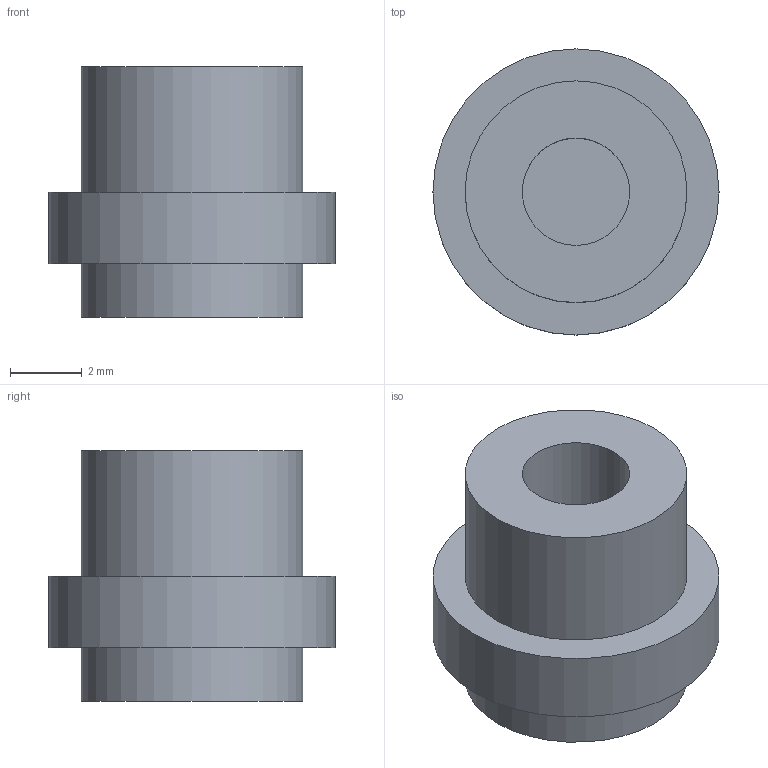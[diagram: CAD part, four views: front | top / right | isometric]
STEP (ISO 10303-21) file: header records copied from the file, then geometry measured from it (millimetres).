
FILE_DESCRIPTION(('FreeCAD Model'),'2;1');
FILE_NAME('Open CASCADE Shape Model','2024-06-12T23:38:41',(''),(''), 'Open CASCADE STEP processor 7.6','FreeCAD','Unknown');
FILE_SCHEMA(('AUTOMOTIVE_DESIGN { 1 0 10303 214 1 1 1 1 }'));
Length unit declared in the file: millimetre
Products named in the file (2): Part_hembra; Body_hembra_soporte
Assembly tree (1 placements, depth 2):
  Part_hembra
    Body_hembra_soporte
Bounding box: 8 x 8 x 7 mm (x, y, z)
Volume: 204.1 mm3; surface area: 310.4 mm2
Topology: 1 solids, 1 shells, 11 faces, 15 edges, 10 vertices
Faces by surface type: plane 6, cylinder 5
Full cylindrical faces by diameter (mm): 3 x1, 3.1 x1, 6.2 x2, 8 x1
Entity records: 279 total; most frequent: DIRECTION 51, CARTESIAN_POINT 38, ORIENTED_EDGE 30, AXIS2_PLACEMENT_3D 23, FACE_BOUND 15, EDGE_LOOP 15, EDGE_CURVE 15, ADVANCED_FACE 11
